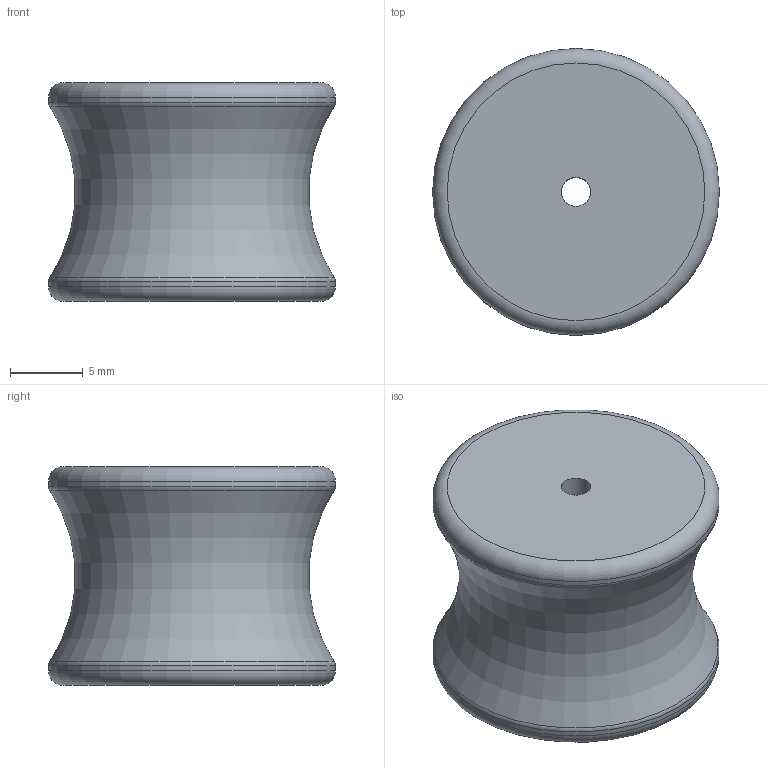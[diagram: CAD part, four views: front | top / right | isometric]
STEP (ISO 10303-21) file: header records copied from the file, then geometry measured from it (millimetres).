
FILE_DESCRIPTION(/* description */ (''),/* implementation_level */ '2;1');
FILE_NAME(/* name */ 'FTW-Flywheel.step',/* time_stamp */ '2019-03-31T13:07:34-05:00',/* author */ (''),/* organization */ (''),/* preprocessor_version */ 'ST-DEVELOPER v17.2',/* originating_system */ 'Autodesk Translation Framework v7.6.0.251',/* authorisation */ '');
FILE_SCHEMA (('AUTOMOTIVE_DESIGN { 1 0 10303 214 3 1 1 }'));
Length unit declared in the file: millimetre
Products named in the file (1): FTW-Flywheel
Bounding box: 19.67 x 19.67 x 15 mm (x, y, z)
Volume: 3630.4 mm3; surface area: 1515.7 mm2
Topology: 1 solids, 1 shells, 10 faces, 20 edges, 12 vertices
Faces by surface type: torus 5, cylinder 3, plane 2
Full cylindrical faces by diameter (mm): 2 x1, 19.67 x2
Entity records: 313 total; most frequent: DIRECTION 59, CARTESIAN_POINT 43, ORIENTED_EDGE 40, AXIS2_PLACEMENT_3D 28, EDGE_CURVE 20, CIRCLE 17, EDGE_LOOP 12, VERTEX_POINT 12
